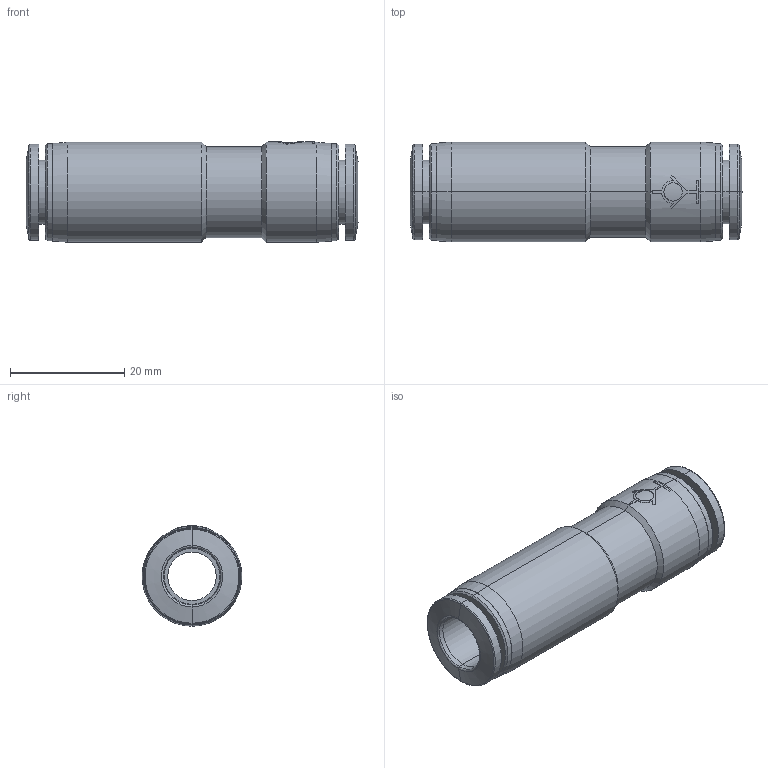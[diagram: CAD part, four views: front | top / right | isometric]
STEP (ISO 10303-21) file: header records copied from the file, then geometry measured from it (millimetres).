
FILE_DESCRIPTION (( 'STEP AP214' ), '1' );
FILE_NAME ('SVU38.step', '2016-02-24T20:47:43', ( '' ), ( '' ), 'SwSTEP 2.0', 'SolidWorks 2015', '' );
FILE_SCHEMA (( 'AUTOMOTIVE_DESIGN' ));
Length unit declared in the file: inch
Products named in the file (1): SVU38
Bounding box: 58.2 x 17.5 x 17.6 mm (x, y, z)
Volume: 8930.8 mm3; surface area: 5587.2 mm2
Topology: 1 solids, 1 shells, 82 faces, 183 edges, 110 vertices
Faces by surface type: cylinder 30, plane 24, cone 20, bspline 8
Entity records: 3607 total; most frequent: CARTESIAN_POINT 692, DIRECTION 399, ORIENTED_EDGE 366, EDGE_CURVE 183, AXIS2_PLACEMENT_3D 161, VERTEX_POINT 110, EDGE_LOOP 91, CIRCLE 86
